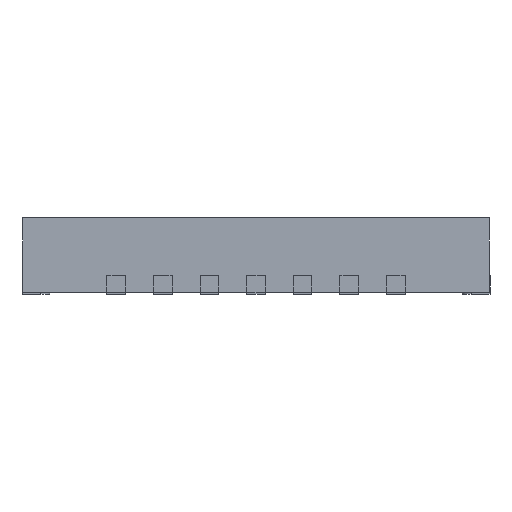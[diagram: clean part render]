
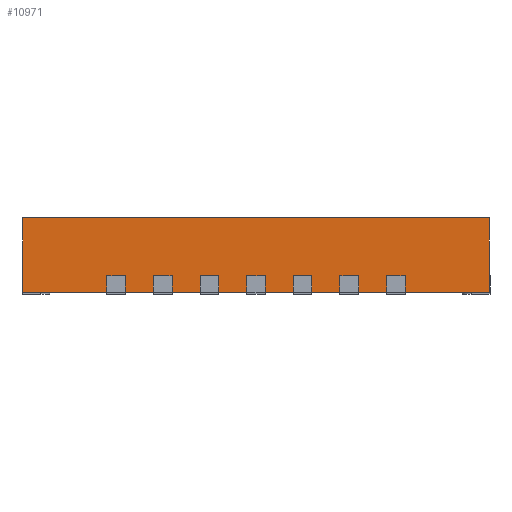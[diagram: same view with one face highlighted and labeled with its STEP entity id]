
A CAD part, left-side view. The second image highlights one B-rep face of the part: STEP entity #10971.
In plain terms, the highlighted planar face has unit normal (-1, 0, 0).
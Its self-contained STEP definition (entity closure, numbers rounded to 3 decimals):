
#671 = VERTEX_POINT ( 'NONE', #16452 ) ;
#686 = ORIENTED_EDGE ( 'NONE', *, *, #22829, .T. ) ;
#1823 = VECTOR ( 'NONE', #14391, 1000. ) ;
#3616 = DIRECTION ( 'NONE',  ( 0., 0., -1. ) ) ;
#3986 = CARTESIAN_POINT ( 'NONE',  ( -2.5, -2.5, 0. ) ) ;
#5913 = LINE ( 'NONE', #21999, #9418 ) ;
#6612 = VERTEX_POINT ( 'NONE', #27098 ) ;
#7409 = ORIENTED_EDGE ( 'NONE', *, *, #21815, .F. ) ;
#8139 = LINE ( 'NONE', #14653, #18483 ) ;
#8515 = AXIS2_PLACEMENT_3D ( 'NONE', #17890, #22524, #15426 ) ;
#9418 = VECTOR ( 'NONE', #10400, 1000. ) ;
#9587 = DIRECTION ( 'NONE',  ( 0., 0., -1. ) ) ;
#10350 = EDGE_CURVE ( 'NONE', #23379, #671, #16005, .T. ) ;
#10400 = DIRECTION ( 'NONE',  ( 0., -1., 0. ) ) ;
#10971 = ADVANCED_FACE ( 'NONE', ( #23839 ), #16901, .F. ) ;
#12838 = EDGE_LOOP ( 'NONE', ( #686, #27048, #7409, #22570 ) ) ;
#13002 = VERTEX_POINT ( 'NONE', #3986 ) ;
#14391 = DIRECTION ( 'NONE',  ( 0., -1., 0. ) ) ;
#14653 = CARTESIAN_POINT ( 'NONE',  ( -2.5, -2.5, 0.8 ) ) ;
#15426 = DIRECTION ( 'NONE',  ( 0., 0., -1. ) ) ;
#16005 = LINE ( 'NONE', #26985, #23721 ) ;
#16452 = CARTESIAN_POINT ( 'NONE',  ( -2.5, 2.5, 0. ) ) ;
#16901 = PLANE ( 'NONE',  #8515 ) ;
#17831 = CARTESIAN_POINT ( 'NONE',  ( -2.5, 2.5, 0.8 ) ) ;
#17890 = CARTESIAN_POINT ( 'NONE',  ( -2.5, -2.5, 0.8 ) ) ;
#18483 = VECTOR ( 'NONE', #3616, 1000. ) ;
#19588 = EDGE_CURVE ( 'NONE', #6612, #13002, #8139, .T. ) ;
#20764 = CARTESIAN_POINT ( 'NONE',  ( -2.5, -2.5, 0. ) ) ;
#21815 = EDGE_CURVE ( 'NONE', #23379, #6612, #5913, .T. ) ;
#21999 = CARTESIAN_POINT ( 'NONE',  ( -2.5, -2.5, 0.8 ) ) ;
#22524 = DIRECTION ( 'NONE',  ( 1., 0., 0. ) ) ;
#22570 = ORIENTED_EDGE ( 'NONE', *, *, #10350, .T. ) ;
#22829 = EDGE_CURVE ( 'NONE', #671, #13002, #26565, .T. ) ;
#23379 = VERTEX_POINT ( 'NONE', #17831 ) ;
#23721 = VECTOR ( 'NONE', #9587, 1000. ) ;
#23839 = FACE_OUTER_BOUND ( 'NONE', #12838, .T. ) ;
#26565 = LINE ( 'NONE', #20764, #1823 ) ;
#26985 = CARTESIAN_POINT ( 'NONE',  ( -2.5, 2.5, 0.8 ) ) ;
#27048 = ORIENTED_EDGE ( 'NONE', *, *, #19588, .F. ) ;
#27098 = CARTESIAN_POINT ( 'NONE',  ( -2.5, -2.5, 0.8 ) ) ;
